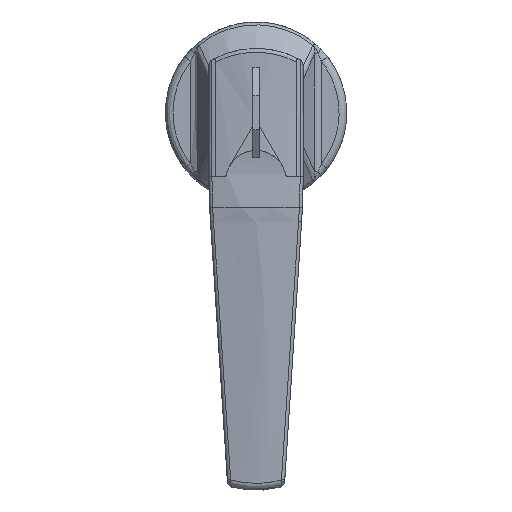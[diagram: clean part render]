
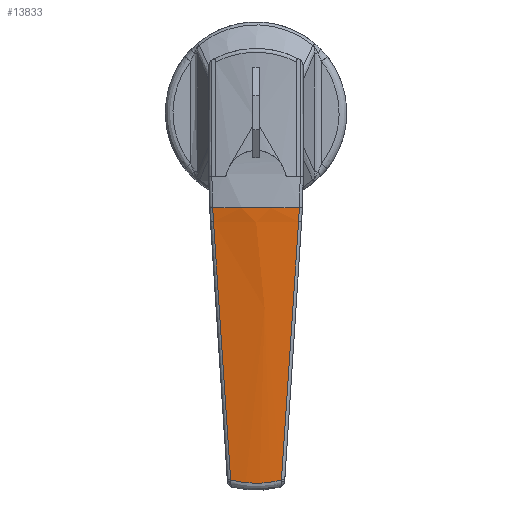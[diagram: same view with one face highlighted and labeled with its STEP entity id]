
A CAD part, front view. The second image highlights one B-rep face of the part: STEP entity #13833.
In plain terms, the highlighted free-form (B-spline) face has degree [1, 2] with [2, 3] control points.
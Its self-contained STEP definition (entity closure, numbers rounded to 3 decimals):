
#8584=CARTESIAN_POINT('',(-37.843,-6.721,-97.222));
#8585=VERTEX_POINT('',#8584);
#8678=CARTESIAN_POINT('',(-37.843,6.721,-97.222));
#8679=VERTEX_POINT('',#8678);
#8680=CARTESIAN_POINT('',(-37.843,6.721,-97.222));
#8681=CARTESIAN_POINT('',(-37.942,5.625,-97.534));
#8682=CARTESIAN_POINT('',(-38.018,4.517,-97.767));
#8683=CARTESIAN_POINT('',(-38.121,2.276,-98.08));
#8684=CARTESIAN_POINT('',(-38.147,1.144,-98.159));
#8685=CARTESIAN_POINT('',(-38.147,-1.144,-98.159));
#8686=CARTESIAN_POINT('',(-38.121,-2.276,-98.08));
#8687=CARTESIAN_POINT('',(-38.018,-4.517,-97.767));
#8688=CARTESIAN_POINT('',(-37.942,-5.625,-97.534));
#8689=CARTESIAN_POINT('',(-37.843,-6.721,-97.222));
#8690=B_SPLINE_CURVE_WITH_KNOTS('',3,(#8680,#8681,#8682,#8683,#8684,#8685,#8686,#8687,#8688,#8689),.UNSPECIFIED.,.F.,.U.,(4,2,2,2,4),(0.0,0.25,0.5,0.75,1.0),.UNSPECIFIED.);
#8691=EDGE_CURVE('',#8679,#8585,#8690,.T.);
#9520=CARTESIAN_POINT('',(-42.879,-11.48,-25.101));
#9521=VERTEX_POINT('',#9520);
#9552=CARTESIAN_POINT('',(-42.879,11.48,-25.101));
#9553=VERTEX_POINT('',#9552);
#9567=CARTESIAN_POINT('',(-42.879,-11.48,-25.101));
#9568=CARTESIAN_POINT('',(-45.116,0.,-25.192));
#9569=CARTESIAN_POINT('',(-42.879,11.48,-25.101));
#9577=(BOUNDED_CURVE()B_SPLINE_CURVE(2,(#9567,#9568,#9569),.UNSPECIFIED.,.F.,.U.)CURVE()GEOMETRIC_REPRESENTATION_ITEM()QUASI_UNIFORM_CURVE()RATIONAL_B_SPLINE_CURVE((1.0,0.982,1.0))REPRESENTATION_ITEM(''));
#9578=EDGE_CURVE('',#9521,#9553,#9577,.T.);
#9799=CARTESIAN_POINT('',(-42.616,11.264,-28.911));
#9800=VERTEX_POINT('',#9799);
#9814=CARTESIAN_POINT('',(-42.879,11.48,-25.101));
#9815=CARTESIAN_POINT('',(-42.789,11.42,-26.372));
#9816=CARTESIAN_POINT('',(-42.701,11.348,-27.642));
#9817=CARTESIAN_POINT('',(-42.616,11.264,-28.911));
#9818=QUASI_UNIFORM_CURVE('',3,(#9814,#9815,#9816,#9817),.UNSPECIFIED.,.F.,.U.);
#9819=EDGE_CURVE('',#9553,#9800,#9818,.T.);
#9852=CARTESIAN_POINT('',(-42.616,-11.264,-28.911));
#9853=VERTEX_POINT('',#9852);
#9877=CARTESIAN_POINT('',(-42.616,-11.264,-28.911));
#9878=CARTESIAN_POINT('',(-42.701,-11.348,-27.642));
#9879=CARTESIAN_POINT('',(-42.789,-11.42,-26.372));
#9880=CARTESIAN_POINT('',(-42.879,-11.48,-25.101));
#9881=QUASI_UNIFORM_CURVE('',3,(#9877,#9878,#9879,#9880),.UNSPECIFIED.,.F.,.U.);
#9882=EDGE_CURVE('',#9853,#9521,#9881,.T.);
#10031=CARTESIAN_POINT('',(-42.616,11.264,-28.911));
#10032=CARTESIAN_POINT('',(-40.333,9.006,-62.868));
#10033=CARTESIAN_POINT('',(-37.843,6.721,-97.222));
#10041=(BOUNDED_CURVE()B_SPLINE_CURVE(2,(#10031,#10032,#10033),.UNSPECIFIED.,.F.,.U.)CURVE()GEOMETRIC_REPRESENTATION_ITEM()QUASI_UNIFORM_CURVE()RATIONAL_B_SPLINE_CURVE((1.0,0.999,1.0))REPRESENTATION_ITEM(''));
#10042=EDGE_CURVE('',#9800,#8679,#10041,.T.);
#10096=CARTESIAN_POINT('',(-37.843,-6.721,-97.222));
#10097=CARTESIAN_POINT('',(-40.333,-9.006,-62.868));
#10098=CARTESIAN_POINT('',(-42.616,-11.264,-28.911));
#10106=(BOUNDED_CURVE()B_SPLINE_CURVE(2,(#10096,#10097,#10098),.UNSPECIFIED.,.F.,.U.)CURVE()GEOMETRIC_REPRESENTATION_ITEM()QUASI_UNIFORM_CURVE()RATIONAL_B_SPLINE_CURVE((1.0,0.999,1.0))REPRESENTATION_ITEM(''));
#10107=EDGE_CURVE('',#8585,#9853,#10106,.T.);
#13811=CARTESIAN_POINT('',(-36.668,-12.6,-99.878));
#13812=CARTESIAN_POINT('',(-42.803,-12.6,-23.169));
#13813=CARTESIAN_POINT('',(-39.366,0.003,-100.094));
#13814=CARTESIAN_POINT('',(-45.501,0.003,-23.385));
#13815=CARTESIAN_POINT('',(-36.667,12.605,-99.878));
#13816=CARTESIAN_POINT('',(-42.802,12.605,-23.169));
#13824=(BOUNDED_SURFACE()B_SPLINE_SURFACE(1,2,((#13811,#13813,#13815),(#13812,#13814,#13816)),.UNSPECIFIED.,.F.,.F.,.U.)B_SPLINE_SURFACE_WITH_KNOTS((2,2),(3,3),(0.0,76.954),(0.0,25.488),.UNSPECIFIED.)GEOMETRIC_REPRESENTATION_ITEM()RATIONAL_B_SPLINE_SURFACE(((0.999,0.974,0.994),(0.999,0.974,0.994)))REPRESENTATION_ITEM('')SURFACE());
#13825=ORIENTED_EDGE('',*,*,#10042,.T.);
#13826=ORIENTED_EDGE('',*,*,#8691,.T.);
#13827=ORIENTED_EDGE('',*,*,#10107,.T.);
#13828=ORIENTED_EDGE('',*,*,#9882,.T.);
#13829=ORIENTED_EDGE('',*,*,#9578,.T.);
#13830=ORIENTED_EDGE('',*,*,#9819,.T.);
#13831=EDGE_LOOP('',(#13825,#13826,#13827,#13828,#13829,#13830));
#13832=FACE_OUTER_BOUND('',#13831,.T.);
#13833=ADVANCED_FACE('',(#13832),#13824,.T.);
